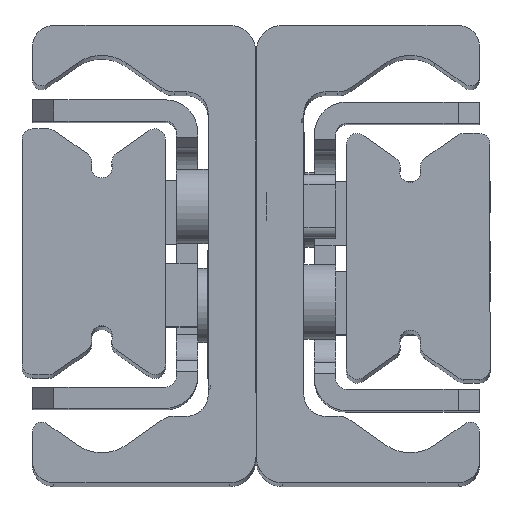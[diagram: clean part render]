
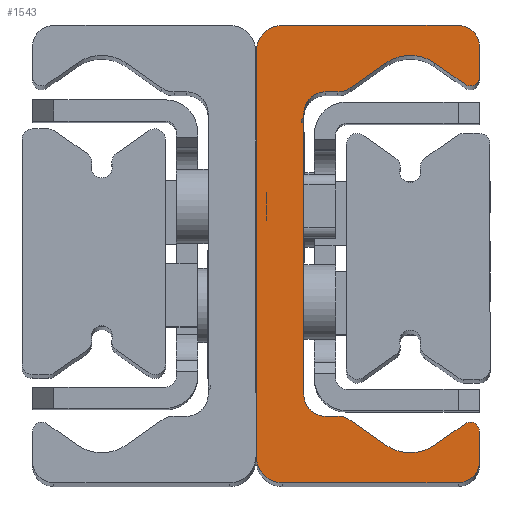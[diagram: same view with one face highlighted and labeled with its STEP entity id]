
A CAD part, top view. The second image highlights one B-rep face of the part: STEP entity #1543.
In plain terms, the highlighted planar face has unit normal (0, 0, 1).
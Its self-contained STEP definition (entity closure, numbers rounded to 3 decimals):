
#537=CARTESIAN_POINT('',(2.499,0.,210.0));
#538=VERTEX_POINT('',#537);
#539=CARTESIAN_POINT('',(-0.001,2.5,210.0));
#540=VERTEX_POINT('',#539);
#541=CARTESIAN_POINT('',(2.499,2.5,210.0));
#542=DIRECTION('',(0.0,0.0,-1.0));
#543=DIRECTION('',(-1.0,0.0,0.0));
#544=AXIS2_PLACEMENT_3D('',#541,#542,#543);
#545=CIRCLE('',#544,2.5);
#546=EDGE_CURVE('',#538,#540,#545,.T.);
#579=CARTESIAN_POINT('',(-0.001,40.5,210.0));
#580=VERTEX_POINT('',#579);
#581=CARTESIAN_POINT('',(-0.001,2.5,210.0));
#582=DIRECTION('',(0.0,1.0,0.0));
#583=VECTOR('',#582,38.);
#584=LINE('',#581,#583);
#585=EDGE_CURVE('',#540,#580,#584,.T.);
#631=CARTESIAN_POINT('',(2.499,43.0,210.0));
#632=VERTEX_POINT('',#631);
#633=CARTESIAN_POINT('',(2.499,40.5,210.0));
#634=DIRECTION('',(0.0,0.0,-1.0));
#635=DIRECTION('',(0.0,1.0,0.0));
#636=AXIS2_PLACEMENT_3D('',#633,#634,#635);
#637=CIRCLE('',#636,2.5);
#638=EDGE_CURVE('',#580,#632,#637,.T.);
#664=CARTESIAN_POINT('',(18.999,43.0,210.0));
#665=VERTEX_POINT('',#664);
#666=CARTESIAN_POINT('',(2.499,43.0,210.0));
#667=DIRECTION('',(1.0,0.0,0.0));
#668=VECTOR('',#667,16.5);
#669=LINE('',#666,#668);
#670=EDGE_CURVE('',#632,#665,#669,.T.);
#695=CARTESIAN_POINT('',(20.999,41.0,210.0));
#696=VERTEX_POINT('',#695);
#697=CARTESIAN_POINT('',(18.999,41.0,210.0));
#698=DIRECTION('',(0.0,0.0,-1.0));
#699=DIRECTION('',(1.0,0.0,0.0));
#700=AXIS2_PLACEMENT_3D('',#697,#698,#699);
#701=CIRCLE('',#700,2.);
#702=EDGE_CURVE('',#665,#696,#701,.T.);
#728=CARTESIAN_POINT('',(20.999,38.15,210.0));
#729=VERTEX_POINT('',#728);
#730=CARTESIAN_POINT('',(20.999,41.0,210.0));
#731=DIRECTION('',(0.0,-1.0,0.0));
#732=VECTOR('',#731,2.85);
#733=LINE('',#730,#732);
#734=EDGE_CURVE('',#696,#729,#733,.T.);
#759=CARTESIAN_POINT('',(19.662,37.453,210.0));
#760=VERTEX_POINT('',#759);
#761=CARTESIAN_POINT('',(20.149,38.15,210.0));
#762=DIRECTION('',(0.0,0.0,-1.0));
#763=DIRECTION('',(-0.574,-0.819,0.0));
#764=AXIS2_PLACEMENT_3D('',#761,#762,#763);
#765=CIRCLE('',#764,0.85);
#766=EDGE_CURVE('',#729,#760,#765,.T.);
#792=CARTESIAN_POINT('',(16.794,39.462,210.0));
#793=VERTEX_POINT('',#792);
#794=CARTESIAN_POINT('',(19.662,37.453,210.0));
#795=DIRECTION('',(-0.819,0.574,0.0));
#796=VECTOR('',#795,3.501);
#797=LINE('',#794,#796);
#798=EDGE_CURVE('',#760,#793,#797,.T.);
#823=CARTESIAN_POINT('',(12.205,39.462,210.0));
#824=VERTEX_POINT('',#823);
#825=CARTESIAN_POINT('',(14.499,36.185,210.0));
#826=DIRECTION('',(0.0,0.0,1.0));
#827=DIRECTION('',(-0.574,-0.819,0.0));
#828=AXIS2_PLACEMENT_3D('',#825,#826,#827);
#829=CIRCLE('',#828,4.);
#830=EDGE_CURVE('',#793,#824,#829,.T.);
#856=CARTESIAN_POINT('',(8.849,37.112,210.0));
#857=VERTEX_POINT('',#856);
#858=CARTESIAN_POINT('',(12.205,39.462,210.0));
#859=DIRECTION('',(-0.819,-0.574,0.0));
#860=VECTOR('',#859,4.097);
#861=LINE('',#858,#860);
#862=EDGE_CURVE('',#824,#857,#861,.T.);
#887=CARTESIAN_POINT('',(7.702,36.75,210.0));
#888=VERTEX_POINT('',#887);
#889=CARTESIAN_POINT('',(7.702,38.75,210.0));
#890=DIRECTION('',(0.0,0.0,-1.0));
#891=DIRECTION('',(0.0,-1.0,0.0));
#892=AXIS2_PLACEMENT_3D('',#889,#890,#891);
#893=CIRCLE('',#892,2.);
#894=EDGE_CURVE('',#857,#888,#893,.T.);
#920=CARTESIAN_POINT('',(6.499,36.75,210.0));
#921=VERTEX_POINT('',#920);
#922=CARTESIAN_POINT('',(7.702,36.75,210.0));
#923=DIRECTION('',(-1.0,0.0,0.0));
#924=VECTOR('',#923,1.203);
#925=LINE('',#922,#924);
#926=EDGE_CURVE('',#888,#921,#925,.T.);
#951=CARTESIAN_POINT('',(4.499,34.75,210.0));
#952=VERTEX_POINT('',#951);
#953=CARTESIAN_POINT('',(6.499,34.75,210.0));
#954=DIRECTION('',(0.0,0.0,1.0));
#955=DIRECTION('',(0.0,-1.0,0.0));
#956=AXIS2_PLACEMENT_3D('',#953,#954,#955);
#957=CIRCLE('',#956,2.0);
#958=EDGE_CURVE('',#921,#952,#957,.T.);
#984=CARTESIAN_POINT('',(4.499,34.361,210.0));
#985=VERTEX_POINT('',#984);
#986=CARTESIAN_POINT('',(4.499,34.75,210.0));
#987=DIRECTION('',(0.0,-1.0,0.0));
#988=VECTOR('',#987,0.389);
#989=LINE('',#986,#988);
#990=EDGE_CURVE('',#952,#985,#989,.T.);
#1015=CARTESIAN_POINT('',(4.411,34.234,210.0));
#1016=VERTEX_POINT('',#1015);
#1017=CARTESIAN_POINT('',(4.363,34.361,210.0));
#1018=DIRECTION('',(0.0,0.0,-1.));
#1019=DIRECTION('',(0.353,-0.936,0.0));
#1020=AXIS2_PLACEMENT_3D('',#1017,#1018,#1019);
#1021=CIRCLE('',#1020,0.136);
#1022=EDGE_CURVE('',#985,#1016,#1021,.T.);
#1048=CARTESIAN_POINT('',(4.422,33.762,210.0));
#1049=VERTEX_POINT('',#1048);
#1050=CARTESIAN_POINT('',(4.499,34.0,210.0));
#1051=DIRECTION('',(0.0,0.0,1.));
#1052=DIRECTION('',(0.353,-0.936,0.0));
#1053=AXIS2_PLACEMENT_3D('',#1050,#1051,#1052);
#1054=CIRCLE('',#1053,0.25);
#1055=EDGE_CURVE('',#1016,#1049,#1054,.T.);
#1081=CARTESIAN_POINT('',(4.499,33.656,210.0));
#1082=VERTEX_POINT('',#1081);
#1083=CARTESIAN_POINT('',(4.387,33.656,210.0));
#1084=DIRECTION('',(0.0,0.0,-1.0));
#1085=DIRECTION('',(1.0,0.0,0.0));
#1086=AXIS2_PLACEMENT_3D('',#1083,#1084,#1085);
#1087=CIRCLE('',#1086,0.112);
#1088=EDGE_CURVE('',#1049,#1082,#1087,.T.);
#1114=CARTESIAN_POINT('',(4.499,8.25,210.0));
#1115=VERTEX_POINT('',#1114);
#1116=CARTESIAN_POINT('',(4.499,33.656,210.0));
#1117=DIRECTION('',(0.0,-1.0,0.0));
#1118=VECTOR('',#1117,25.406);
#1119=LINE('',#1116,#1118);
#1120=EDGE_CURVE('',#1082,#1115,#1119,.T.);
#1166=CARTESIAN_POINT('',(6.499,6.25,210.0));
#1167=VERTEX_POINT('',#1166);
#1168=CARTESIAN_POINT('',(6.499,8.25,210.0));
#1169=DIRECTION('',(0.0,0.0,1.0));
#1170=DIRECTION('',(1.0,0.0,0.0));
#1171=AXIS2_PLACEMENT_3D('',#1168,#1169,#1170);
#1172=CIRCLE('',#1171,2.0);
#1173=EDGE_CURVE('',#1115,#1167,#1172,.T.);
#1199=CARTESIAN_POINT('',(7.702,6.25,210.0));
#1200=VERTEX_POINT('',#1199);
#1201=CARTESIAN_POINT('',(6.499,6.25,210.0));
#1202=DIRECTION('',(1.0,0.0,0.0));
#1203=VECTOR('',#1202,1.203);
#1204=LINE('',#1201,#1203);
#1205=EDGE_CURVE('',#1167,#1200,#1204,.T.);
#1230=CARTESIAN_POINT('',(8.849,5.888,210.0));
#1231=VERTEX_POINT('',#1230);
#1232=CARTESIAN_POINT('',(7.702,4.25,210.0));
#1233=DIRECTION('',(0.0,0.0,-1.0));
#1234=DIRECTION('',(0.574,0.819,0.0));
#1235=AXIS2_PLACEMENT_3D('',#1232,#1233,#1234);
#1236=CIRCLE('',#1235,2.);
#1237=EDGE_CURVE('',#1200,#1231,#1236,.T.);
#1263=CARTESIAN_POINT('',(12.205,3.538,210.0));
#1264=VERTEX_POINT('',#1263);
#1265=CARTESIAN_POINT('',(8.849,5.888,210.0));
#1266=DIRECTION('',(0.819,-0.574,0.0));
#1267=VECTOR('',#1266,4.097);
#1268=LINE('',#1265,#1267);
#1269=EDGE_CURVE('',#1231,#1264,#1268,.T.);
#1294=CARTESIAN_POINT('',(16.794,3.538,210.0));
#1295=VERTEX_POINT('',#1294);
#1296=CARTESIAN_POINT('',(14.499,6.815,210.0));
#1297=DIRECTION('',(0.0,0.0,1.0));
#1298=DIRECTION('',(0.574,0.819,0.0));
#1299=AXIS2_PLACEMENT_3D('',#1296,#1297,#1298);
#1300=CIRCLE('',#1299,4.);
#1301=EDGE_CURVE('',#1264,#1295,#1300,.T.);
#1327=CARTESIAN_POINT('',(19.662,5.547,210.0));
#1328=VERTEX_POINT('',#1327);
#1329=CARTESIAN_POINT('',(16.794,3.538,210.0));
#1330=DIRECTION('',(0.819,0.574,0.0));
#1331=VECTOR('',#1330,3.501);
#1332=LINE('',#1329,#1331);
#1333=EDGE_CURVE('',#1295,#1328,#1332,.T.);
#1358=CARTESIAN_POINT('',(20.999,4.85,210.0));
#1359=VERTEX_POINT('',#1358);
#1360=CARTESIAN_POINT('',(20.149,4.85,210.0));
#1361=DIRECTION('',(0.0,0.0,-1.0));
#1362=DIRECTION('',(1.0,0.0,0.0));
#1363=AXIS2_PLACEMENT_3D('',#1360,#1361,#1362);
#1364=CIRCLE('',#1363,0.85);
#1365=EDGE_CURVE('',#1328,#1359,#1364,.T.);
#1391=CARTESIAN_POINT('',(20.999,2.,210.0));
#1392=VERTEX_POINT('',#1391);
#1393=CARTESIAN_POINT('',(20.999,4.85,210.0));
#1394=DIRECTION('',(0.0,-1.0,0.0));
#1395=VECTOR('',#1394,2.85);
#1396=LINE('',#1393,#1395);
#1397=EDGE_CURVE('',#1359,#1392,#1396,.T.);
#1422=CARTESIAN_POINT('',(18.999,0.,210.0));
#1423=VERTEX_POINT('',#1422);
#1424=CARTESIAN_POINT('',(18.999,2.,210.0));
#1425=DIRECTION('',(0.0,0.0,-1.0));
#1426=DIRECTION('',(0.0,-1.0,0.0));
#1427=AXIS2_PLACEMENT_3D('',#1424,#1425,#1426);
#1428=CIRCLE('',#1427,2.);
#1429=EDGE_CURVE('',#1392,#1423,#1428,.T.);
#1455=CARTESIAN_POINT('',(18.999,0.,210.0));
#1456=DIRECTION('',(-1.0,0.0,0.0));
#1457=VECTOR('',#1456,16.5);
#1458=LINE('',#1455,#1457);
#1459=EDGE_CURVE('',#1423,#538,#1458,.T.);
#1508=CARTESIAN_POINT('',(7.822,21.517,210.0));
#1509=DIRECTION('',(0.0,0.0,1.0));
#1510=DIRECTION('',(1.0,0.0,0.0));
#1511=AXIS2_PLACEMENT_3D('',#1508,#1509,#1510);
#1512=PLANE('',#1511);
#1513=ORIENTED_EDGE('',*,*,#546,.F.);
#1514=ORIENTED_EDGE('',*,*,#1459,.F.);
#1515=ORIENTED_EDGE('',*,*,#1429,.F.);
#1516=ORIENTED_EDGE('',*,*,#1397,.F.);
#1517=ORIENTED_EDGE('',*,*,#1365,.F.);
#1518=ORIENTED_EDGE('',*,*,#1333,.F.);
#1519=ORIENTED_EDGE('',*,*,#1301,.F.);
#1520=ORIENTED_EDGE('',*,*,#1269,.F.);
#1521=ORIENTED_EDGE('',*,*,#1237,.F.);
#1522=ORIENTED_EDGE('',*,*,#1205,.F.);
#1523=ORIENTED_EDGE('',*,*,#1173,.F.);
#1524=ORIENTED_EDGE('',*,*,#1120,.F.);
#1525=ORIENTED_EDGE('',*,*,#1088,.F.);
#1526=ORIENTED_EDGE('',*,*,#1055,.F.);
#1527=ORIENTED_EDGE('',*,*,#1022,.F.);
#1528=ORIENTED_EDGE('',*,*,#990,.F.);
#1529=ORIENTED_EDGE('',*,*,#958,.F.);
#1530=ORIENTED_EDGE('',*,*,#926,.F.);
#1531=ORIENTED_EDGE('',*,*,#894,.F.);
#1532=ORIENTED_EDGE('',*,*,#862,.F.);
#1533=ORIENTED_EDGE('',*,*,#830,.F.);
#1534=ORIENTED_EDGE('',*,*,#798,.F.);
#1535=ORIENTED_EDGE('',*,*,#766,.F.);
#1536=ORIENTED_EDGE('',*,*,#734,.F.);
#1537=ORIENTED_EDGE('',*,*,#702,.F.);
#1538=ORIENTED_EDGE('',*,*,#670,.F.);
#1539=ORIENTED_EDGE('',*,*,#638,.F.);
#1540=ORIENTED_EDGE('',*,*,#585,.F.);
#1541=EDGE_LOOP('',(#1513,#1514,#1515,#1516,#1517,#1518,#1519,#1520,#1521,#1522,#1523,#1524,#1525,#1526,#1527,#1528,#1529,#1530,#1531,#1532,#1533,#1534,#1535,#1536,#1537,#1538,#1539,#1540));
#1542=FACE_OUTER_BOUND('',#1541,.T.);
#1543=ADVANCED_FACE('',(#1542),#1512,.T.);
